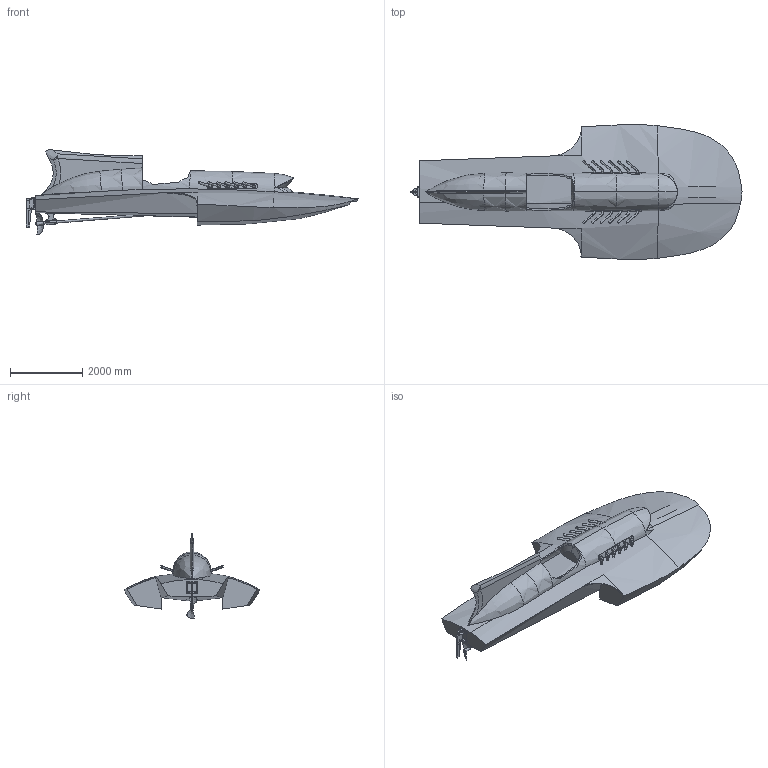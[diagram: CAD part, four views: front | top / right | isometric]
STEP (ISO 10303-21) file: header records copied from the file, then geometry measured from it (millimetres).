
FILE_DESCRIPTION(('FreeCAD Model'),'2;1');
FILE_NAME('Open CASCADE Shape Model','2025-05-03T23:24:00',('FreeCAD'),( 'FreeCAD'),'Open CASCADE STEP processor 7.6','FreeCAD','Unknown');
FILE_SCHEMA(('AUTOMOTIVE_DESIGN { 1 0 10303 214 1 1 1 1 }'));
Products named in the file (1): Open CASCADE STEP translator 7.6 1
Bounding box: 9197.95 x 3741.98 x 2344.09 mm (x, y, z)
Volume: 14608155329.8 mm3; surface area: 84669236.3 mm2
Topology: 49 solids, 49 shells, 1180 faces, 3094 edges, 2002 vertices
Faces by surface type: bspline 1180
Entity records: 66579 total; most frequent: CARTESIAN_POINT 49189, ORIENTED_EDGE 6146, EDGE_CURVE 3068, VERTEX_POINT 2002, B_SPLINE_CURVE_WITH_KNOTS 1570, FACE_BOUND 1480, EDGE_LOOP 1480, ADVANCED_FACE 1180
